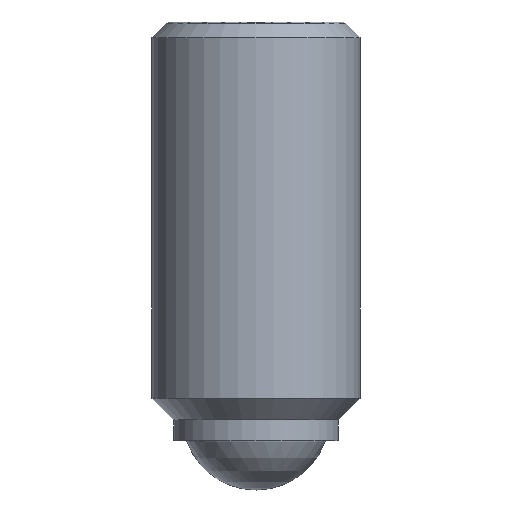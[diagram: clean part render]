
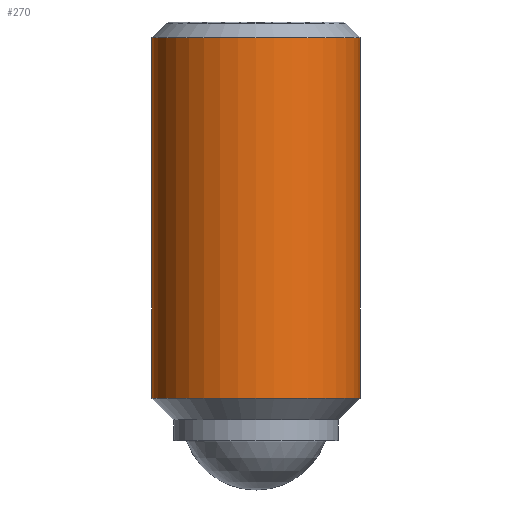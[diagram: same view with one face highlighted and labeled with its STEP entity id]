
A CAD part, front view. The second image highlights one B-rep face of the part: STEP entity #270.
In plain terms, the highlighted cylindrical face has radius 6 mm (diameter 12 mm), a partial arc.
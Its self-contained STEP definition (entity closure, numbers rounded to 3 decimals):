
#148=VERTEX_POINT('',#366);
#150=EDGE_CURVE('',#180,#216,#368,.T.);
#180=VERTEX_POINT('',#400);
#190=EDGE_CURVE('',#214,#148,#412,.T.);
#214=VERTEX_POINT('',#442);
#216=VERTEX_POINT('',#444);
#270=ADVANCED_FACE('',(#504),#505,.T.);
#296=EDGE_CURVE('',#214,#216,#532,.T.);
#316=EDGE_CURVE('',#148,#180,#555,.T.);
#366=CARTESIAN_POINT('',(-6.,0.,-0.9));
#368=LINE('',#609,#610);
#400=CARTESIAN_POINT('',(6.0,0.,-0.9));
#412=LINE('',#694,#695);
#442=CARTESIAN_POINT('',(-6.,0.,-21.7));
#444=CARTESIAN_POINT('',(6.0,0.,-21.7));
#504=FACE_OUTER_BOUND('',#840,.T.);
#505=CYLINDRICAL_SURFACE('',#841,6.);
#532=CIRCLE('',#881,6.);
#555=CIRCLE('',#906,6.);
#609=CARTESIAN_POINT('',(6.0,0.,-11.3));
#610=VECTOR('',#942,1.0);
#694=CARTESIAN_POINT('',(-6.,0.,-11.3));
#695=VECTOR('',#996,1.0);
#840=EDGE_LOOP('',(#1107,#1108,#1109,#1110));
#841=AXIS2_PLACEMENT_3D('',#1111,#1112,#1113);
#881=AXIS2_PLACEMENT_3D('',#1132,#1133,#1134);
#906=AXIS2_PLACEMENT_3D('',#1162,#1163,#1164);
#942=DIRECTION('',(-0.0,-0.0,-1.0));
#996=DIRECTION('',(0.0,0.0,1.0));
#1107=ORIENTED_EDGE('',*,*,#190,.F.);
#1108=ORIENTED_EDGE('',*,*,#296,.T.);
#1109=ORIENTED_EDGE('',*,*,#150,.F.);
#1110=ORIENTED_EDGE('',*,*,#316,.F.);
#1111=CARTESIAN_POINT('',(0.,0.,-11.3));
#1112=DIRECTION('',(-0.0,-0.0,-1.0));
#1113=DIRECTION('',(-1.0,0.,0.0));
#1132=CARTESIAN_POINT('',(0.,0.,-21.7));
#1133=DIRECTION('',(0.0,0.0,1.0));
#1134=DIRECTION('',(-1.0,0.,0.0));
#1162=CARTESIAN_POINT('',(0.,0.,-0.9));
#1163=DIRECTION('',(0.0,0.0,1.0));
#1164=DIRECTION('',(-1.0,0.,0.0));
